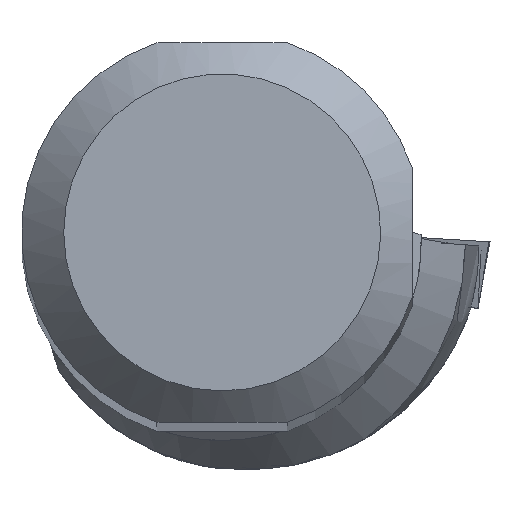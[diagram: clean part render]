
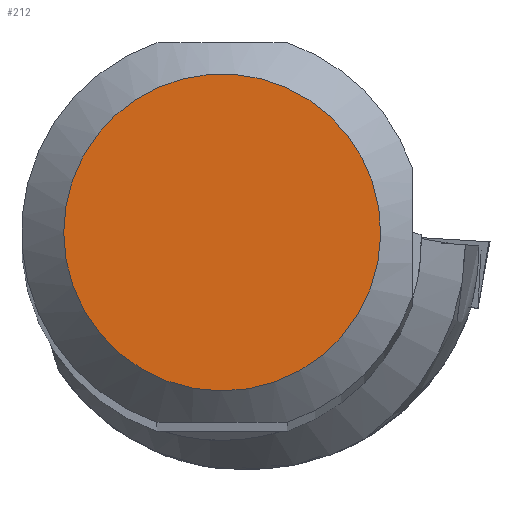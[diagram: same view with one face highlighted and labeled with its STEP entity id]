
A CAD part, top view. The second image highlights one B-rep face of the part: STEP entity #212.
In plain terms, the highlighted planar face has unit normal (0, 0, 1).
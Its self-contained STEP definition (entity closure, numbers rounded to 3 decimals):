
#172=FACE_OUTER_BOUND('',#399,.T.);
#212=ADVANCED_FACE('CU_SU_BP3',(#172),#241,.T.);
#241=PLANE('',#977);
#399=EDGE_LOOP('',(#549));
#549=ORIENTED_EDGE('',*,*,#797,.F.);
#704=VERTEX_POINT('',#1550);
#797=EDGE_CURVE('',#704,#704,#845,.T.);
#845=CIRCLE('',#976,7.516);
#976=AXIS2_PLACEMENT_3D('',#1549,#1164,#1165);
#977=AXIS2_PLACEMENT_3D('',#1551,#1166,#1167);
#1164=DIRECTION('',(0.,0.,-1.));
#1165=DIRECTION('',(-1.,0.,0.));
#1166=DIRECTION('',(0.,0.,1.));
#1167=DIRECTION('',(-1.,0.,0.));
#1549=CARTESIAN_POINT('',(0.,0.,0.));
#1550=CARTESIAN_POINT('',(-7.516,0.,0.));
#1551=CARTESIAN_POINT('',(0.,0.,
0.));
